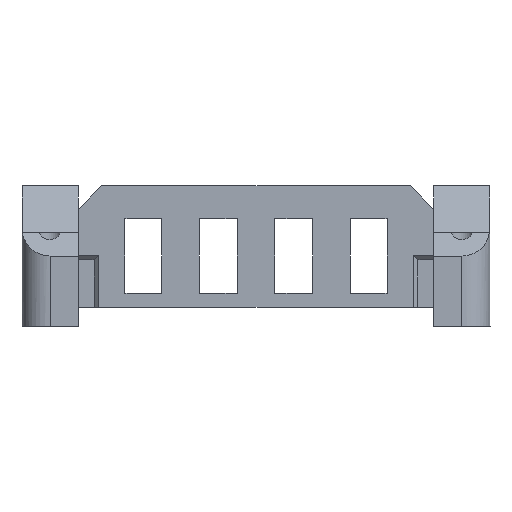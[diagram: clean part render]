
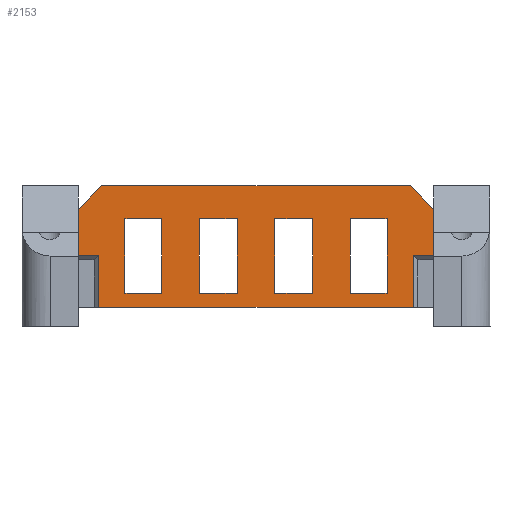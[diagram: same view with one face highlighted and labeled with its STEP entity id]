
A CAD part, left-side view. The second image highlights one B-rep face of the part: STEP entity #2153.
In plain terms, the highlighted planar face has unit normal (-1, 0, 0).
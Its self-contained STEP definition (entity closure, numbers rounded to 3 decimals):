
#63=FACE_BOUND('',#189,.T.);
#64=FACE_BOUND('',#190,.T.);
#65=FACE_BOUND('',#191,.T.);
#66=FACE_BOUND('',#192,.T.);
#81=FACE_OUTER_BOUND('',#188,.T.);
#188=EDGE_LOOP('',(#1424,#1425,#1426,#1427,#1428,#1429,#1430,#1431,#1432,
#1433,#1434,#1435));
#189=EDGE_LOOP('',(#1436,#1437,#1438,#1439));
#190=EDGE_LOOP('',(#1440,#1441,#1442,#1443));
#191=EDGE_LOOP('',(#1444,#1445,#1446,#1447));
#192=EDGE_LOOP('',(#1448,#1449,#1450,#1451));
#309=LINE('',#2988,#596);
#315=LINE('',#2999,#602);
#316=LINE('',#3002,#603);
#317=LINE('',#3004,#604);
#318=LINE('',#3006,#605);
#319=LINE('',#3008,#606);
#320=LINE('',#3010,#607);
#321=LINE('',#3012,#608);
#322=LINE('',#3014,#609);
#323=LINE('',#3016,#610);
#324=LINE('',#3018,#611);
#325=LINE('',#3019,#612);
#326=LINE('',#3022,#613);
#327=LINE('',#3024,#614);
#328=LINE('',#3026,#615);
#329=LINE('',#3027,#616);
#330=LINE('',#3030,#617);
#331=LINE('',#3032,#618);
#332=LINE('',#3034,#619);
#333=LINE('',#3035,#620);
#334=LINE('',#3038,#621);
#335=LINE('',#3040,#622);
#336=LINE('',#3042,#623);
#337=LINE('',#3043,#624);
#338=LINE('',#3046,#625);
#339=LINE('',#3048,#626);
#340=LINE('',#3050,#627);
#341=LINE('',#3051,#628);
#596=VECTOR('',#2417,10.);
#602=VECTOR('',#2425,10.);
#603=VECTOR('',#2428,10.);
#604=VECTOR('',#2429,10.);
#605=VECTOR('',#2430,10.);
#606=VECTOR('',#2431,10.);
#607=VECTOR('',#2432,10.);
#608=VECTOR('',#2433,10.);
#609=VECTOR('',#2434,10.);
#610=VECTOR('',#2435,10.);
#611=VECTOR('',#2436,10.);
#612=VECTOR('',#2437,10.);
#613=VECTOR('',#2438,10.);
#614=VECTOR('',#2439,10.);
#615=VECTOR('',#2440,10.);
#616=VECTOR('',#2441,10.);
#617=VECTOR('',#2442,10.);
#618=VECTOR('',#2443,10.);
#619=VECTOR('',#2444,10.);
#620=VECTOR('',#2445,10.);
#621=VECTOR('',#2446,10.);
#622=VECTOR('',#2447,10.);
#623=VECTOR('',#2448,10.);
#624=VECTOR('',#2449,10.);
#625=VECTOR('',#2450,10.);
#626=VECTOR('',#2451,10.);
#627=VECTOR('',#2452,10.);
#628=VECTOR('',#2453,10.);
#883=VERTEX_POINT('',#2986);
#884=VERTEX_POINT('',#2987);
#888=VERTEX_POINT('',#2997);
#889=VERTEX_POINT('',#3001);
#890=VERTEX_POINT('',#3003);
#891=VERTEX_POINT('',#3005);
#892=VERTEX_POINT('',#3007);
#893=VERTEX_POINT('',#3009);
#894=VERTEX_POINT('',#3011);
#895=VERTEX_POINT('',#3013);
#896=VERTEX_POINT('',#3015);
#897=VERTEX_POINT('',#3017);
#898=VERTEX_POINT('',#3020);
#899=VERTEX_POINT('',#3021);
#900=VERTEX_POINT('',#3023);
#901=VERTEX_POINT('',#3025);
#902=VERTEX_POINT('',#3028);
#903=VERTEX_POINT('',#3029);
#904=VERTEX_POINT('',#3031);
#905=VERTEX_POINT('',#3033);
#906=VERTEX_POINT('',#3036);
#907=VERTEX_POINT('',#3037);
#908=VERTEX_POINT('',#3039);
#909=VERTEX_POINT('',#3041);
#910=VERTEX_POINT('',#3044);
#911=VERTEX_POINT('',#3045);
#912=VERTEX_POINT('',#3047);
#913=VERTEX_POINT('',#3049);
#1095=EDGE_CURVE('',#883,#884,#309,.T.);
#1101=EDGE_CURVE('',#888,#883,#315,.T.);
#1102=EDGE_CURVE('',#889,#888,#316,.T.);
#1103=EDGE_CURVE('',#890,#889,#317,.T.);
#1104=EDGE_CURVE('',#891,#890,#318,.T.);
#1105=EDGE_CURVE('',#892,#891,#319,.T.);
#1106=EDGE_CURVE('',#893,#892,#320,.T.);
#1107=EDGE_CURVE('',#894,#893,#321,.T.);
#1108=EDGE_CURVE('',#895,#894,#322,.T.);
#1109=EDGE_CURVE('',#896,#895,#323,.T.);
#1110=EDGE_CURVE('',#897,#896,#324,.T.);
#1111=EDGE_CURVE('',#884,#897,#325,.T.);
#1112=EDGE_CURVE('',#898,#899,#326,.T.);
#1113=EDGE_CURVE('',#900,#898,#327,.T.);
#1114=EDGE_CURVE('',#901,#900,#328,.T.);
#1115=EDGE_CURVE('',#899,#901,#329,.T.);
#1116=EDGE_CURVE('',#902,#903,#330,.T.);
#1117=EDGE_CURVE('',#904,#902,#331,.T.);
#1118=EDGE_CURVE('',#905,#904,#332,.T.);
#1119=EDGE_CURVE('',#903,#905,#333,.T.);
#1120=EDGE_CURVE('',#906,#907,#334,.T.);
#1121=EDGE_CURVE('',#908,#906,#335,.T.);
#1122=EDGE_CURVE('',#909,#908,#336,.T.);
#1123=EDGE_CURVE('',#907,#909,#337,.T.);
#1124=EDGE_CURVE('',#910,#911,#338,.T.);
#1125=EDGE_CURVE('',#912,#910,#339,.T.);
#1126=EDGE_CURVE('',#913,#912,#340,.T.);
#1127=EDGE_CURVE('',#911,#913,#341,.T.);
#1424=ORIENTED_EDGE('',*,*,#1095,.F.);
#1425=ORIENTED_EDGE('',*,*,#1101,.F.);
#1426=ORIENTED_EDGE('',*,*,#1102,.F.);
#1427=ORIENTED_EDGE('',*,*,#1103,.F.);
#1428=ORIENTED_EDGE('',*,*,#1104,.F.);
#1429=ORIENTED_EDGE('',*,*,#1105,.F.);
#1430=ORIENTED_EDGE('',*,*,#1106,.F.);
#1431=ORIENTED_EDGE('',*,*,#1107,.F.);
#1432=ORIENTED_EDGE('',*,*,#1108,.F.);
#1433=ORIENTED_EDGE('',*,*,#1109,.F.);
#1434=ORIENTED_EDGE('',*,*,#1110,.F.);
#1435=ORIENTED_EDGE('',*,*,#1111,.F.);
#1436=ORIENTED_EDGE('',*,*,#1112,.F.);
#1437=ORIENTED_EDGE('',*,*,#1113,.F.);
#1438=ORIENTED_EDGE('',*,*,#1114,.F.);
#1439=ORIENTED_EDGE('',*,*,#1115,.F.);
#1440=ORIENTED_EDGE('',*,*,#1116,.F.);
#1441=ORIENTED_EDGE('',*,*,#1117,.F.);
#1442=ORIENTED_EDGE('',*,*,#1118,.F.);
#1443=ORIENTED_EDGE('',*,*,#1119,.F.);
#1444=ORIENTED_EDGE('',*,*,#1120,.F.);
#1445=ORIENTED_EDGE('',*,*,#1121,.F.);
#1446=ORIENTED_EDGE('',*,*,#1122,.F.);
#1447=ORIENTED_EDGE('',*,*,#1123,.F.);
#1448=ORIENTED_EDGE('',*,*,#1124,.F.);
#1449=ORIENTED_EDGE('',*,*,#1125,.F.);
#1450=ORIENTED_EDGE('',*,*,#1126,.F.);
#1451=ORIENTED_EDGE('',*,*,#1127,.F.);
#2060=PLANE('',#2274);
#2153=ADVANCED_FACE('',(#81,#63,#64,#65,#66),#2060,.F.);
#2274=AXIS2_PLACEMENT_3D('',#3000,#2426,#2427);
#2417=DIRECTION('',(0.,0.,-1.));
#2425=DIRECTION('',(0.,1.,0.));
#2426=DIRECTION('center_axis',(1.,0.,0.));
#2427=DIRECTION('ref_axis',(0.,0.,-1.));
#2428=DIRECTION('',(0.,0.,-1.));
#2429=DIRECTION('',(0.,1.,0.));
#2430=DIRECTION('',(0.,-0.707,-0.707));
#2431=DIRECTION('',(0.,-1.,0.));
#2432=DIRECTION('',(0.,-0.707,0.707));
#2433=DIRECTION('',(0.,1.,0.));
#2434=DIRECTION('',(0.,0.,1.));
#2435=DIRECTION('',(0.,1.,0.));
#2436=DIRECTION('',(0.,0.,1.));
#2437=DIRECTION('',(0.,1.,0.));
#2438=DIRECTION('',(0.,-1.,0.));
#2439=DIRECTION('',(0.,0.,-1.));
#2440=DIRECTION('',(0.,1.,0.));
#2441=DIRECTION('',(0.,0.,1.));
#2442=DIRECTION('',(0.,-1.,0.));
#2443=DIRECTION('',(0.,0.,-1.));
#2444=DIRECTION('',(0.,1.,0.));
#2445=DIRECTION('',(0.,0.,1.));
#2446=DIRECTION('',(0.,-1.,0.));
#2447=DIRECTION('',(0.,0.,-1.));
#2448=DIRECTION('',(0.,1.,0.));
#2449=DIRECTION('',(0.,0.,1.));
#2450=DIRECTION('',(0.,0.,-1.));
#2451=DIRECTION('',(0.,1.,0.));
#2452=DIRECTION('',(0.,0.,1.));
#2453=DIRECTION('',(0.,-1.,0.));
#2986=CARTESIAN_POINT('',(59.,5.2,0.6));
#2987=CARTESIAN_POINT('',(59.,5.2,-5.));
#2988=CARTESIAN_POINT('',(59.,5.2,0.5));
#2997=CARTESIAN_POINT('',(59.,3.,0.6));
#2999=CARTESIAN_POINT('',(59.,3.85,0.6));
#3000=CARTESIAN_POINT('Origin',(59.,3.,6.));
#3001=CARTESIAN_POINT('',(59.,3.,3.));
#3002=CARTESIAN_POINT('',(59.,3.,6.));
#3003=CARTESIAN_POINT('',(59.,0.5,3.));
#3004=CARTESIAN_POINT('',(59.,0.,3.));
#3005=CARTESIAN_POINT('',(59.,5.5,8.));
#3006=CARTESIAN_POINT('',(59.,2.5,5.));
#3007=CARTESIAN_POINT('',(59.,38.5,8.));
#3008=CARTESIAN_POINT('',(59.,12.5,8.));
#3009=CARTESIAN_POINT('',(59.,43.5,3.));
#3010=CARTESIAN_POINT('',(59.,32.,14.5));
#3011=CARTESIAN_POINT('',(59.,41.,3.));
#3012=CARTESIAN_POINT('',(59.,25.,3.));
#3013=CARTESIAN_POINT('',(59.,41.,0.6));
#3014=CARTESIAN_POINT('',(59.,41.,3.));
#3015=CARTESIAN_POINT('',(59.,38.8,0.6));
#3016=CARTESIAN_POINT('',(59.,22.,0.6));
#3017=CARTESIAN_POINT('',(59.,38.8,-5.));
#3018=CARTESIAN_POINT('',(59.,38.8,3.05));
#3019=CARTESIAN_POINT('',(59.,16.5,-5.));
#3020=CARTESIAN_POINT('',(59.,20.,-3.5));
#3021=CARTESIAN_POINT('',(59.,15.95,-3.5));
#3022=CARTESIAN_POINT('',(59.,5.5,-3.5));
#3023=CARTESIAN_POINT('',(59.,20.,4.5));
#3024=CARTESIAN_POINT('',(59.,20.,5.25));
#3025=CARTESIAN_POINT('',(59.,15.95,4.5));
#3026=CARTESIAN_POINT('',(59.,12.5,4.5));
#3027=CARTESIAN_POINT('',(59.,15.95,5.25));
#3028=CARTESIAN_POINT('',(59.,11.95,-3.5));
#3029=CARTESIAN_POINT('',(59.,8.,-3.5));
#3030=CARTESIAN_POINT('',(59.,5.5,-3.5));
#3031=CARTESIAN_POINT('',(59.,11.95,4.5));
#3032=CARTESIAN_POINT('',(59.,11.95,5.25));
#3033=CARTESIAN_POINT('',(59.,8.,4.5));
#3034=CARTESIAN_POINT('',(59.,12.5,4.5));
#3035=CARTESIAN_POINT('',(59.,8.,5.25));
#3036=CARTESIAN_POINT('',(59.,36.,-3.5));
#3037=CARTESIAN_POINT('',(59.,32.05,-3.5));
#3038=CARTESIAN_POINT('',(59.,5.5,-3.5));
#3039=CARTESIAN_POINT('',(59.,36.,4.5));
#3040=CARTESIAN_POINT('',(59.,36.,5.25));
#3041=CARTESIAN_POINT('',(59.,32.05,4.5));
#3042=CARTESIAN_POINT('',(59.,12.5,4.5));
#3043=CARTESIAN_POINT('',(59.,32.05,5.25));
#3044=CARTESIAN_POINT('',(59.,28.05,4.5));
#3045=CARTESIAN_POINT('',(59.,28.05,-3.5));
#3046=CARTESIAN_POINT('',(59.,28.05,5.25));
#3047=CARTESIAN_POINT('',(59.,24.,4.5));
#3048=CARTESIAN_POINT('',(59.,12.5,4.5));
#3049=CARTESIAN_POINT('',(59.,24.,-3.5));
#3050=CARTESIAN_POINT('',(59.,24.,5.25));
#3051=CARTESIAN_POINT('',(59.,5.5,-3.5));
